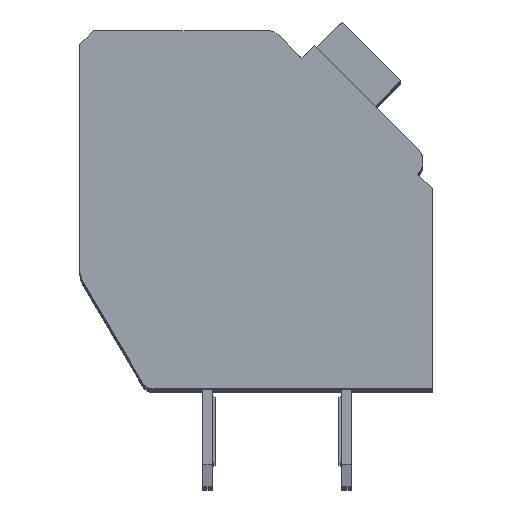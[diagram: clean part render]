
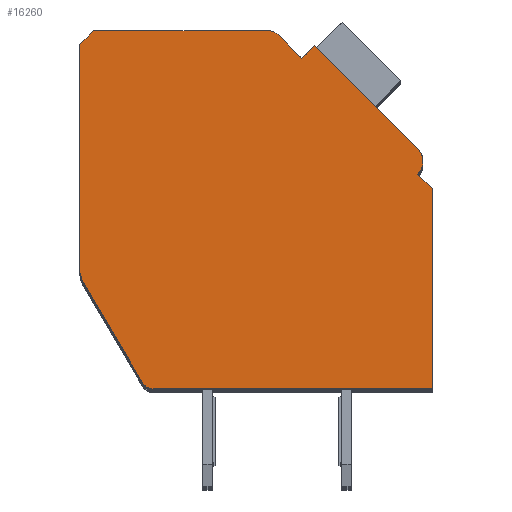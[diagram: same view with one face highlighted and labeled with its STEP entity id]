
A CAD part, top view. The second image highlights one B-rep face of the part: STEP entity #16260.
In plain terms, the highlighted planar face has unit normal (0, 0, 1).
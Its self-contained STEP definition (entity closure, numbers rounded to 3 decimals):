
#338=DIRECTION('',(0.,-1.,0.));
#339=VECTOR('',#338,8.053);
#340=CARTESIAN_POINT('',(-12.7,12.4,2.1));
#341=LINE('',#340,#339);
#342=DIRECTION('',(-0.707,-0.707,0.));
#343=VECTOR('',#342,0.707);
#344=CARTESIAN_POINT('',(-12.2,12.9,2.1));
#345=LINE('',#344,#343);
#346=DIRECTION('',(-1.,0.,0.));
#347=VECTOR('',#346,6.298);
#348=CARTESIAN_POINT('',(-5.902,12.9,2.1));
#349=LINE('',#348,#347);
#350=CARTESIAN_POINT('',(-5.902,12.4,2.1));
#351=DIRECTION('',(0.,0.,1.));
#352=DIRECTION('',(0.707,0.707,0.));
#353=AXIS2_PLACEMENT_3D('',#350,#351,#352);
#355=DIRECTION('',(-0.707,0.707,0.));
#356=VECTOR('',#355,1.197);
#357=CARTESIAN_POINT('',(-4.702,11.907,2.1));
#358=LINE('',#357,#356);
#359=DIRECTION('',(-0.707,-0.707,0.));
#360=VECTOR('',#359,0.65);
#361=CARTESIAN_POINT('',(-4.243,12.367,2.1));
#362=LINE('',#361,#360);
#363=DIRECTION('',(-0.707,0.707,0.));
#364=VECTOR('',#363,5.25);
#365=CARTESIAN_POINT('',(-0.53,8.655,2.1));
#366=LINE('',#365,#364);
#367=CARTESIAN_POINT('',(-0.99,8.195,2.1));
#368=DIRECTION('',(0.,0.,1.));
#369=DIRECTION('',(0.707,-0.707,0.));
#370=AXIS2_PLACEMENT_3D('',#367,#368,#369);
#372=DIRECTION('',(-0.707,0.707,0.));
#373=VECTOR('',#372,0.75);
#374=CARTESIAN_POINT('',(0.,7.205,2.1));
#375=LINE('',#374,#373);
#376=DIRECTION('',(0.,1.,0.));
#377=VECTOR('',#376,7.205);
#378=CARTESIAN_POINT('',(0.,0.,2.1));
#379=LINE('',#378,#377);
#380=DIRECTION('',(1.,0.,0.));
#381=VECTOR('',#380,10.014);
#382=CARTESIAN_POINT('',(-10.014,0.,2.1));
#383=LINE('',#382,#381);
#384=CARTESIAN_POINT('',(-10.014,0.5,2.1));
#385=DIRECTION('',(0.,0.,1.));
#386=DIRECTION('',(-0.862,-0.508,0.));
#387=AXIS2_PLACEMENT_3D('',#384,#385,#386);
#389=DIRECTION('',(0.508,-0.862,0.));
#390=VECTOR('',#389,4.17);
#391=CARTESIAN_POINT('',(-12.562,3.839,2.1));
#392=LINE('',#391,#390);
#393=CARTESIAN_POINT('',(-11.7,4.347,2.1));
#394=DIRECTION('',(0.,0.,1.));
#395=DIRECTION('',(-1.,0.,0.));
#396=AXIS2_PLACEMENT_3D('',#393,#394,#395);
#12176=CARTESIAN_POINT('',(-12.7,12.4,2.1));
#12177=CARTESIAN_POINT('',(-12.7,4.347,2.1));
#12178=VERTEX_POINT('',#12176);
#12179=VERTEX_POINT('',#12177);
#12180=CARTESIAN_POINT('',(-12.562,3.839,2.1));
#12181=VERTEX_POINT('',#12180);
#12182=CARTESIAN_POINT('',(-10.445,0.246,2.1));
#12183=VERTEX_POINT('',#12182);
#12184=CARTESIAN_POINT('',(-10.014,0.,2.1));
#12185=VERTEX_POINT('',#12184);
#12186=CARTESIAN_POINT('',(0.,0.,2.1));
#12187=VERTEX_POINT('',#12186);
#12188=CARTESIAN_POINT('',(0.,7.205,2.1));
#12189=VERTEX_POINT('',#12188);
#12190=CARTESIAN_POINT('',(-0.53,7.735,2.1));
#12191=VERTEX_POINT('',#12190);
#12192=CARTESIAN_POINT('',(-0.53,8.655,2.1));
#12193=VERTEX_POINT('',#12192);
#12194=CARTESIAN_POINT('',(-4.243,12.367,2.1));
#12195=VERTEX_POINT('',#12194);
#12196=CARTESIAN_POINT('',(-4.702,11.907,2.1));
#12197=VERTEX_POINT('',#12196);
#12198=CARTESIAN_POINT('',(-5.548,12.754,2.1));
#12199=VERTEX_POINT('',#12198);
#12200=CARTESIAN_POINT('',(-5.902,12.9,2.1));
#12201=VERTEX_POINT('',#12200);
#12202=CARTESIAN_POINT('',(-12.2,12.9,2.1));
#12203=VERTEX_POINT('',#12202);
#16227=CARTESIAN_POINT('',(0.,0.,2.1));
#16228=DIRECTION('',(0.,0.,1.));
#16229=DIRECTION('',(1.,0.,0.));
#16230=AXIS2_PLACEMENT_3D('',#16227,#16228,#16229);
#16231=PLANE('',#16230);
#16232=ORIENTED_EDGE('',*,*,#15934,.F.);
#16234=ORIENTED_EDGE('',*,*,#16233,.F.);
#16236=ORIENTED_EDGE('',*,*,#16235,.F.);
#16238=ORIENTED_EDGE('',*,*,#16237,.F.);
#16240=ORIENTED_EDGE('',*,*,#16239,.F.);
#16242=ORIENTED_EDGE('',*,*,#16241,.F.);
#16244=ORIENTED_EDGE('',*,*,#16243,.F.);
#16246=ORIENTED_EDGE('',*,*,#16245,.F.);
#16248=ORIENTED_EDGE('',*,*,#16247,.F.);
#16250=ORIENTED_EDGE('',*,*,#16249,.F.);
#16252=ORIENTED_EDGE('',*,*,#16251,.F.);
#16254=ORIENTED_EDGE('',*,*,#16253,.F.);
#16256=ORIENTED_EDGE('',*,*,#16255,.F.);
#16257=ORIENTED_EDGE('',*,*,#16055,.F.);
#16258=EDGE_LOOP('',(#16232,#16234,#16236,#16238,#16240,#16242,#16244,#16246,
#16248,#16250,#16252,#16254,#16256,#16257));
#16259=FACE_OUTER_BOUND('',#16258,.F.);
#354=CIRCLE('',#353,0.5);
#371=CIRCLE('',#370,0.65);
#388=CIRCLE('',#387,0.5);
#397=CIRCLE('',#396,1.);
#15934=EDGE_CURVE('',#12178,#12179,#341,.T.);
#16055=EDGE_CURVE('',#12179,#12181,#397,.T.);
#16233=EDGE_CURVE('',#12203,#12178,#345,.T.);
#16235=EDGE_CURVE('',#12201,#12203,#349,.T.);
#16237=EDGE_CURVE('',#12199,#12201,#354,.T.);
#16239=EDGE_CURVE('',#12197,#12199,#358,.T.);
#16241=EDGE_CURVE('',#12195,#12197,#362,.T.);
#16243=EDGE_CURVE('',#12193,#12195,#366,.T.);
#16245=EDGE_CURVE('',#12191,#12193,#371,.T.);
#16247=EDGE_CURVE('',#12189,#12191,#375,.T.);
#16249=EDGE_CURVE('',#12187,#12189,#379,.T.);
#16251=EDGE_CURVE('',#12185,#12187,#383,.T.);
#16253=EDGE_CURVE('',#12183,#12185,#388,.T.);
#16255=EDGE_CURVE('',#12181,#12183,#392,.T.);
#16260=ADVANCED_FACE('',(#16259),#16231,.T.);
